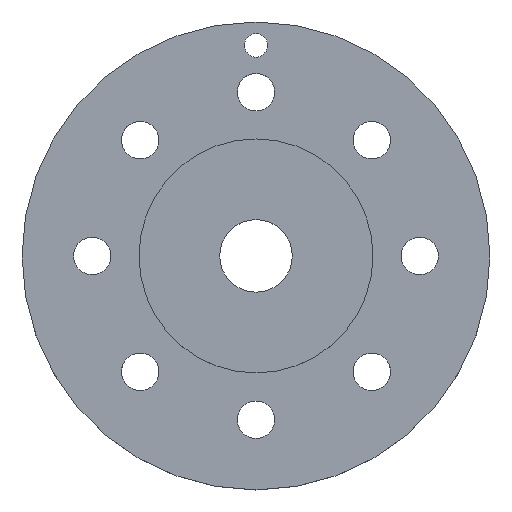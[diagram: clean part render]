
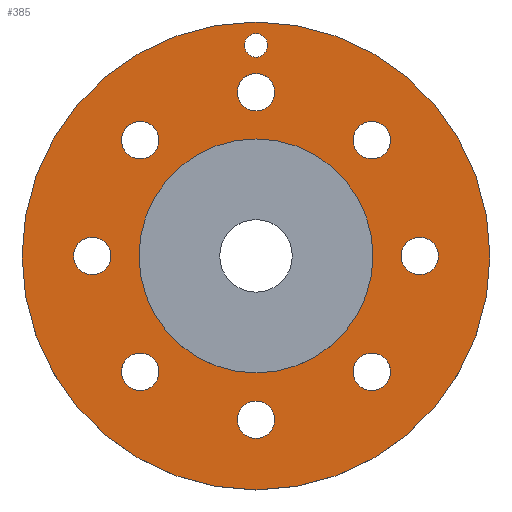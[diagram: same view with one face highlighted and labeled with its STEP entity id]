
A CAD part, top view. The second image highlights one B-rep face of the part: STEP entity #385.
In plain terms, the highlighted planar face has unit normal (0, 0, 1).
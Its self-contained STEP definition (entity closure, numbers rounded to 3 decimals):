
#104=CARTESIAN_POINT('',(5.0,0.0,19.8));
#105=VERTEX_POINT('',#104);
#106=CARTESIAN_POINT('',(0.0,0.,19.8));
#107=DIRECTION('',(0.0,0.0,1.0));
#108=DIRECTION('',(1.0,0.0,0.0));
#109=AXIS2_PLACEMENT_3D('',#106,#107,#108);
#110=CIRCLE('',#109,5.0);
#111=EDGE_CURVE('',#105,#105,#110,.T.);
#141=CARTESIAN_POINT('',(10.,0.0,19.8));
#142=VERTEX_POINT('',#141);
#143=CARTESIAN_POINT('',(0.,0.,19.8));
#144=DIRECTION('',(0.0,0.0,1.0));
#145=DIRECTION('',(1.0,0.0,0.0));
#146=AXIS2_PLACEMENT_3D('',#143,#144,#145);
#147=CIRCLE('',#146,10.);
#148=EDGE_CURVE('',#142,#142,#147,.T.);
#275=CARTESIAN_POINT('',(-12.5,-12.5,19.8));
#276=DIRECTION('',(0.0,0.0,1.0));
#277=DIRECTION('',(1.0,0.0,0.0));
#278=AXIS2_PLACEMENT_3D('',#275,#276,#277);
#279=PLANE('',#278);
#280=ORIENTED_EDGE('',*,*,#148,.T.);
#281=EDGE_LOOP('',(#280));
#282=FACE_OUTER_BOUND('',#281,.T.);
#283=ORIENTED_EDGE('',*,*,#111,.F.);
#284=EDGE_LOOP('',(#283));
#285=FACE_BOUND('',#284,.T.);
#286=CARTESIAN_POINT('',(-7.0,-0.8,19.8));
#287=VERTEX_POINT('',#286);
#288=CARTESIAN_POINT('',(-7.,0.,19.8));
#289=DIRECTION('',(0.,0.,1.0));
#290=DIRECTION('',(0.,-1.0,0.));
#291=AXIS2_PLACEMENT_3D('',#288,#289,#290);
#292=CIRCLE('',#291,0.8);
#293=EDGE_CURVE('',#287,#287,#292,.T.);
#294=ORIENTED_EDGE('',*,*,#293,.F.);
#295=EDGE_LOOP('',(#294));
#296=FACE_BOUND('',#295,.T.);
#297=CARTESIAN_POINT('',(-0.5,9.,19.8));
#298=VERTEX_POINT('',#297);
#299=CARTESIAN_POINT('',(0.,9.,19.8));
#300=DIRECTION('',(0.0,0.0,1.0));
#301=DIRECTION('',(-1.0,0.0,0.0));
#302=AXIS2_PLACEMENT_3D('',#299,#300,#301);
#303=CIRCLE('',#302,0.5);
#304=EDGE_CURVE('',#298,#298,#303,.T.);
#305=ORIENTED_EDGE('',*,*,#304,.F.);
#306=EDGE_LOOP('',(#305));
#307=FACE_BOUND('',#306,.T.);
#308=CARTESIAN_POINT('',(-5.515,4.384,19.8));
#309=VERTEX_POINT('',#308);
#310=CARTESIAN_POINT('',(-4.95,4.95,19.8));
#311=DIRECTION('',(0.,0.,1.));
#312=DIRECTION('',(-0.707,-0.707,0.));
#313=AXIS2_PLACEMENT_3D('',#310,#311,#312);
#314=CIRCLE('',#313,0.8);
#315=EDGE_CURVE('',#309,#309,#314,.T.);
#316=ORIENTED_EDGE('',*,*,#315,.F.);
#317=EDGE_LOOP('',(#316));
#318=FACE_BOUND('',#317,.T.);
#319=CARTESIAN_POINT('',(-0.8,7.0,19.8));
#320=VERTEX_POINT('',#319);
#321=CARTESIAN_POINT('',(0.,7.,19.8));
#322=DIRECTION('',(0.,0.,1.0));
#323=DIRECTION('',(-1.0,0.,0.));
#324=AXIS2_PLACEMENT_3D('',#321,#322,#323);
#325=CIRCLE('',#324,0.8);
#326=EDGE_CURVE('',#320,#320,#325,.T.);
#327=ORIENTED_EDGE('',*,*,#326,.F.);
#328=EDGE_LOOP('',(#327));
#329=FACE_BOUND('',#328,.T.);
#330=CARTESIAN_POINT('',(7.0,0.8,19.8));
#331=VERTEX_POINT('',#330);
#332=CARTESIAN_POINT('',(7.,0.,19.8));
#333=DIRECTION('',(0.,0.,1.0));
#334=DIRECTION('',(0.,1.0,0.));
#335=AXIS2_PLACEMENT_3D('',#332,#333,#334);
#336=CIRCLE('',#335,0.8);
#337=EDGE_CURVE('',#331,#331,#336,.T.);
#338=ORIENTED_EDGE('',*,*,#337,.F.);
#339=EDGE_LOOP('',(#338));
#340=FACE_BOUND('',#339,.T.);
#341=CARTESIAN_POINT('',(4.384,5.515,19.8));
#342=VERTEX_POINT('',#341);
#343=CARTESIAN_POINT('',(4.95,4.95,19.8));
#344=DIRECTION('',(0.,0.,1.));
#345=DIRECTION('',(-0.707,0.707,0.));
#346=AXIS2_PLACEMENT_3D('',#343,#344,#345);
#347=CIRCLE('',#346,0.8);
#348=EDGE_CURVE('',#342,#342,#347,.T.);
#349=ORIENTED_EDGE('',*,*,#348,.F.);
#350=EDGE_LOOP('',(#349));
#351=FACE_BOUND('',#350,.T.);
#352=CARTESIAN_POINT('',(5.515,-4.384,19.8));
#353=VERTEX_POINT('',#352);
#354=CARTESIAN_POINT('',(4.95,-4.95,19.8));
#355=DIRECTION('',(0.,0.,1.));
#356=DIRECTION('',(0.707,0.707,0.));
#357=AXIS2_PLACEMENT_3D('',#354,#355,#356);
#358=CIRCLE('',#357,0.8);
#359=EDGE_CURVE('',#353,#353,#358,.T.);
#360=ORIENTED_EDGE('',*,*,#359,.F.);
#361=EDGE_LOOP('',(#360));
#362=FACE_BOUND('',#361,.T.);
#363=CARTESIAN_POINT('',(0.8,-7.0,19.8));
#364=VERTEX_POINT('',#363);
#365=CARTESIAN_POINT('',(0.,-7.,19.8));
#366=DIRECTION('',(0.0,0.0,1.0));
#367=DIRECTION('',(1.0,0.0,0.0));
#368=AXIS2_PLACEMENT_3D('',#365,#366,#367);
#369=CIRCLE('',#368,0.8);
#370=EDGE_CURVE('',#364,#364,#369,.T.);
#371=ORIENTED_EDGE('',*,*,#370,.F.);
#372=EDGE_LOOP('',(#371));
#373=FACE_BOUND('',#372,.T.);
#374=CARTESIAN_POINT('',(-4.384,-5.515,19.8));
#375=VERTEX_POINT('',#374);
#376=CARTESIAN_POINT('',(-4.95,-4.95,19.8));
#377=DIRECTION('',(0.,0.,1.));
#378=DIRECTION('',(0.707,-0.707,0.));
#379=AXIS2_PLACEMENT_3D('',#376,#377,#378);
#380=CIRCLE('',#379,0.8);
#381=EDGE_CURVE('',#375,#375,#380,.T.);
#382=ORIENTED_EDGE('',*,*,#381,.F.);
#383=EDGE_LOOP('',(#382));
#384=FACE_BOUND('',#383,.T.);
#385=ADVANCED_FACE('',(#282,#285,#296,#307,#318,#329,#340,#351,#362,#373,#384),#279,.T.);
